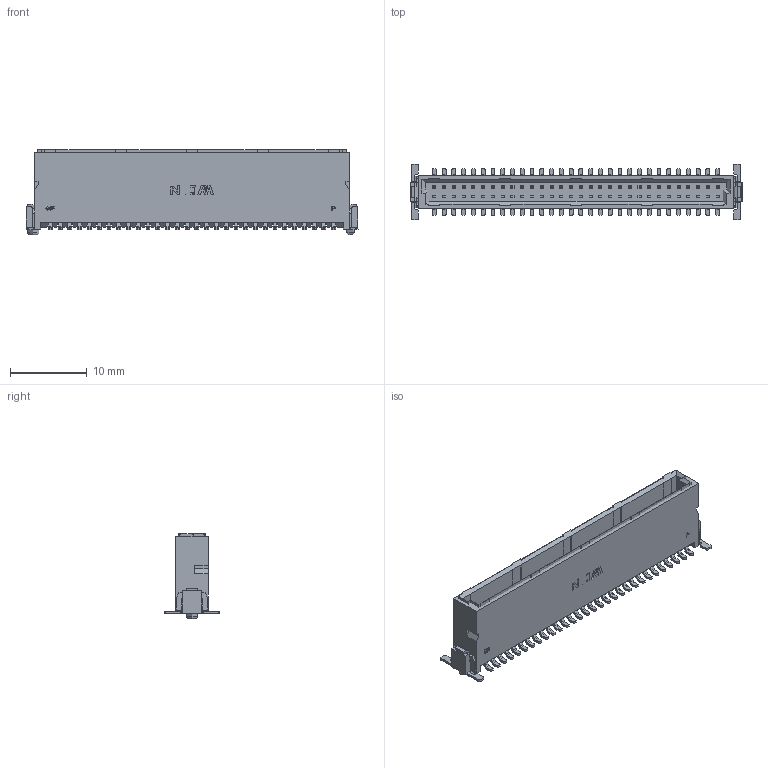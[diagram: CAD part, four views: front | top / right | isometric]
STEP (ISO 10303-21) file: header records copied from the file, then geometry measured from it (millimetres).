
FILE_DESCRIPTION( ('This file contains a STEP AP42 implementation' ,'as created by ZW3D STEP Interface translator.') ,'2;1' );
FILE_NAME( '3910-P060-082MSXWR1W.stp' ,'23 5 3.20 1 3', (''), ('ZWCAD Software Co.'), 'Version 1.0', 'ZW3D to STEP translator', '' );
FILE_SCHEMA(('AUTOMOTIVE_DESIGN { 1 0 10303 214 1 1 1 1 }'));
Length unit declared in the file: millimetre
Products named in the file (2): 0; 3910-P060-082MSXWR1W
Bounding box: 43.15 x 7.2 x 11.15 mm (x, y, z)
Volume: 740.2 mm3
Topology: 2 solids, 3 shells, 3219 faces, 8625 edges, 5543 vertices
Faces by surface type: plane 2556, cylinder 598, bspline 64, torus 1
Full cylindrical faces by diameter (mm): 1.45 x1
Entity records: 103120 total; most frequent: CARTESIAN_POINT 19879, ORIENTED_EDGE 17254, DIRECTION 15629, EDGE_CURVE 8627, VECTOR 6945, LINE 6945, VERTEX_POINT 5543, AXIS2_PLACEMENT_3D 4342
